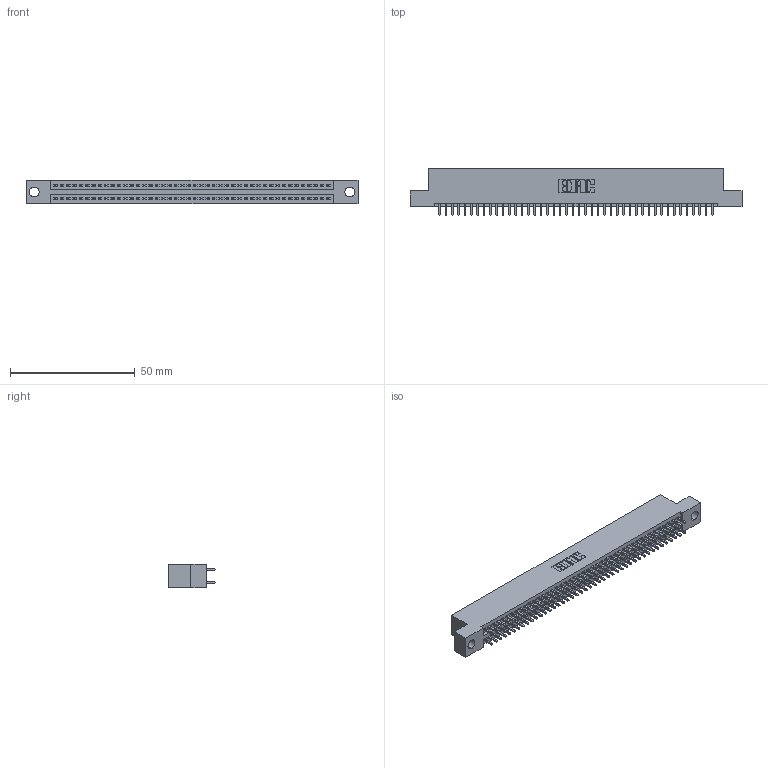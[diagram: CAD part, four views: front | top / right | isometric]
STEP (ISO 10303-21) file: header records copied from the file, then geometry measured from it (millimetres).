
FILE_DESCRIPTION (( 'STEP AP203' ), '1' );
FILE_NAME ('395-088-521-204.STEP', '2021-06-17T09:18:59', ( '' ), ( '' ), 'SwSTEP 2.0', 'SolidWorks 2020', '' );
FILE_SCHEMA (( 'CONFIG_CONTROL_DESIGN' ));
Length unit declared in the file: inch
Products named in the file (3): 345 Part_Flush Mounting Lugs - 0.156 Dia-TI; 345-292-001_345-293-121; 395-088-521-204
Assembly tree (89 placements, depth 2):
  395-088-521-204
    345 Part_Flush Mounting Lugs - 0.156 Dia-TI
    345-292-001_345-293-121  x88
Bounding box: 132.97 x 18.72 x 9.4 mm (x, y, z)
Volume: 12793.4 mm3; surface area: 18567.4 mm2
Topology: 89 solids, 89 shells, 4540 faces, 13489 edges, 8874 vertices
Faces by surface type: plane 2998, cylinder 1542
Entity records: 34691 total; most frequent: CARTESIAN_POINT 5818, ORIENTED_EDGE 5750, DIRECTION 5127, EDGE_CURVE 2875, VECTOR 2567, LINE 2567, VERTEX_POINT 1914, AXIS2_PLACEMENT_3D 1280
